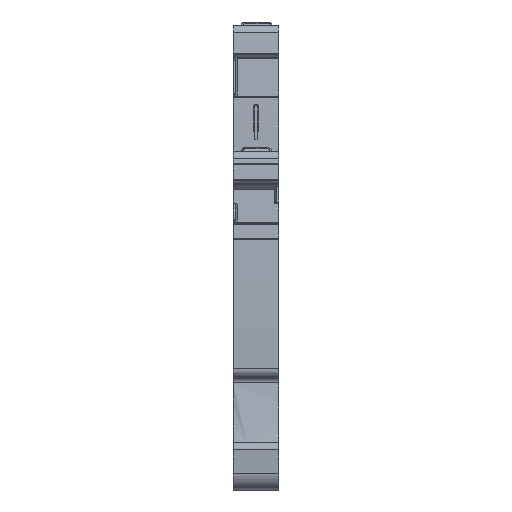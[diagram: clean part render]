
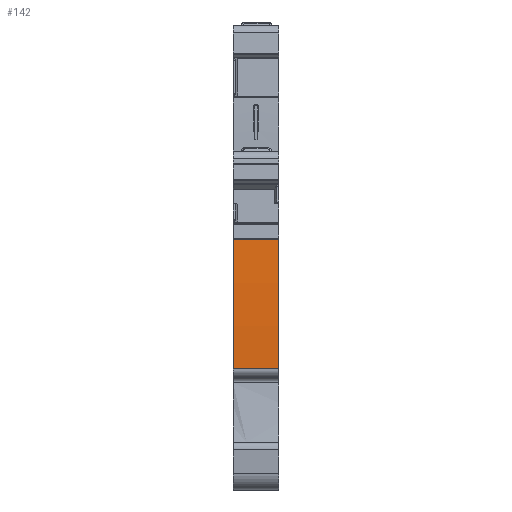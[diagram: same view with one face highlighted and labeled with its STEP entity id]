
A CAD part, front view. The second image highlights one B-rep face of the part: STEP entity #142.
In plain terms, the highlighted cylindrical face has radius 154.9 mm (diameter 309.8 mm), a partial arc.
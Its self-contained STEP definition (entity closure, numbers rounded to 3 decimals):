
#106=AXIS2_PLACEMENT_3D('Cylinder Axis2P3D',#103,#104,#105) ;
#110=AXIS2_PLACEMENT_3D('Circle Axis2P3D',#108,#109,$) ;
#126=AXIS2_PLACEMENT_3D('Circle Axis2P3D',#124,#125,$) ;
#103=CARTESIAN_POINT('Axis2P3D Location',(2.55,155.35,17.05)) ;
#108=CARTESIAN_POINT('Axis2P3D Location',(5.1,155.35,17.05)) ;
#112=CARTESIAN_POINT('Vertex',(5.1,0.825,27.819)) ;
#114=CARTESIAN_POINT('Vertex',(5.1,0.492,13.45)) ;
#117=CARTESIAN_POINT('Line Origine',(2.55,0.825,27.819)) ;
#121=CARTESIAN_POINT('Vertex',(0.,0.825,27.819)) ;
#124=CARTESIAN_POINT('Axis2P3D Location',(0.,155.35,17.05)) ;
#128=CARTESIAN_POINT('Vertex',(0.,0.492,13.45)) ;
#131=CARTESIAN_POINT('Line Origine',(2.55,0.492,13.45)) ;
#104=DIRECTION('Axis2P3D Direction',(1.,0.,0.)) ;
#105=DIRECTION('Axis2P3D XDirection',(0.,-0.992,0.127)) ;
#109=DIRECTION('Axis2P3D Direction',(1.,0.,0.)) ;
#118=DIRECTION('Vector Direction',(1.,0.,0.)) ;
#125=DIRECTION('Axis2P3D Direction',(1.,0.,0.)) ;
#132=DIRECTION('Vector Direction',(1.,0.,0.)) ;
#119=VECTOR('Line Direction',#118,1.) ;
#133=VECTOR('Line Direction',#132,1.) ;
#137=ORIENTED_EDGE('',*,*,#116,.F.) ;
#138=ORIENTED_EDGE('',*,*,#123,.F.) ;
#139=ORIENTED_EDGE('',*,*,#130,.T.) ;
#140=ORIENTED_EDGE('',*,*,#135,.F.) ;
#142=ADVANCED_FACE('PartBody',(#141),#107,.T.) ;
#111=CIRCLE('generated circle',#110,154.9) ;
#127=CIRCLE('generated circle',#126,154.9) ;
#107=CYLINDRICAL_SURFACE('generated cylinder',#106,154.9) ;
#116=EDGE_CURVE('',#113,#115,#111,.T.) ;
#123=EDGE_CURVE('',#122,#113,#120,.T.) ;
#130=EDGE_CURVE('',#122,#129,#127,.T.) ;
#135=EDGE_CURVE('',#115,#129,#134,.F.) ;
#136=EDGE_LOOP('',(#137,#138,#139,#140)) ;
#141=FACE_OUTER_BOUND('',#136,.T.) ;
#120=LINE('Line',#117,#119) ;
#134=LINE('Line',#131,#133) ;
#113=VERTEX_POINT('',#112) ;
#115=VERTEX_POINT('',#114) ;
#122=VERTEX_POINT('',#121) ;
#129=VERTEX_POINT('',#128) ;
